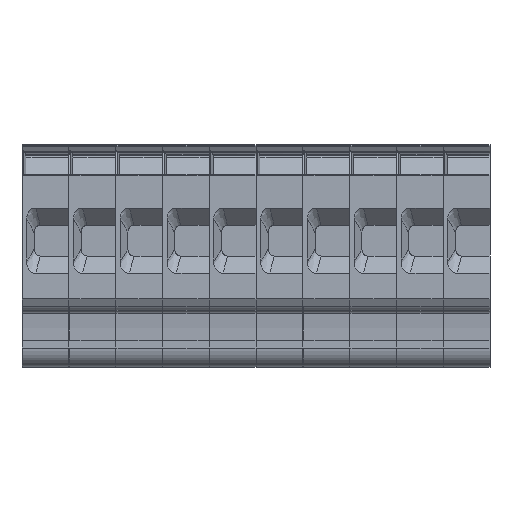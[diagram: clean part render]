
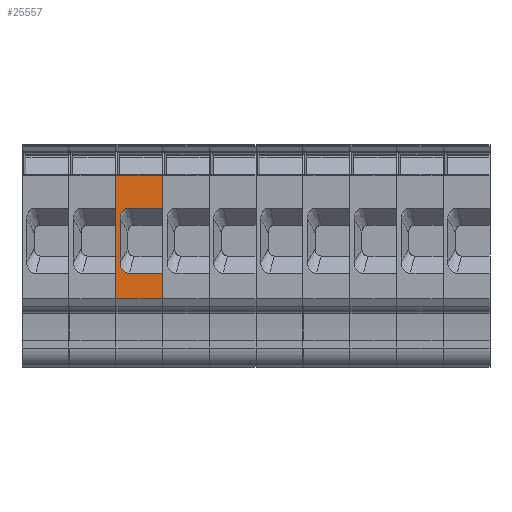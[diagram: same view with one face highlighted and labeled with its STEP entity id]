
A CAD part, front view. The second image highlights one B-rep face of the part: STEP entity #25557.
In plain terms, the highlighted planar face has unit normal (0, -1, 0).
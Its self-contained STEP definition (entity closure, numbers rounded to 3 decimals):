
#25452=AXIS2_PLACEMENT_3D('Plane Axis2P3D',#25449,#25450,#25451) ;
#25421=CARTESIAN_POINT('Vertex',(12.2,1.15,8.903)) ;
#25433=CARTESIAN_POINT('Vertex',(18.3,1.15,8.903)) ;
#25436=CARTESIAN_POINT('Line Origine',(15.25,1.15,8.903)) ;
#25449=CARTESIAN_POINT('Axis2P3D Location',(12.2,1.15,25.)) ;
#25454=CARTESIAN_POINT('Line Origine',(12.2,1.15,16.951)) ;
#25458=CARTESIAN_POINT('Vertex',(12.2,1.15,25.)) ;
#25461=CARTESIAN_POINT('Line Origine',(18.3,1.15,10.576)) ;
#25465=CARTESIAN_POINT('Vertex',(18.3,1.15,12.25)) ;
#25468=CARTESIAN_POINT('Line Origine',(16.134,1.15,12.25)) ;
#25472=CARTESIAN_POINT('Vertex',(13.968,1.15,12.25)) ;
#25476=CARTESIAN_POINT('Control Point',(12.8,1.15,13.71)) ;
#25477=CARTESIAN_POINT('Control Point',(12.8,1.15,13.619)) ;
#25478=CARTESIAN_POINT('Control Point',(12.805,1.15,13.527)) ;
#25479=CARTESIAN_POINT('Control Point',(12.816,1.15,13.434)) ;
#25480=CARTESIAN_POINT('Control Point',(12.853,1.15,13.217)) ;
#25481=CARTESIAN_POINT('Control Point',(12.926,1.15,12.998)) ;
#25482=CARTESIAN_POINT('Control Point',(12.981,1.15,12.874)) ;
#25483=CARTESIAN_POINT('Control Point',(13.093,1.15,12.686)) ;
#25484=CARTESIAN_POINT('Control Point',(13.257,1.15,12.518)) ;
#25485=CARTESIAN_POINT('Control Point',(13.321,1.15,12.463)) ;
#25486=CARTESIAN_POINT('Control Point',(13.457,1.15,12.37)) ;
#25487=CARTESIAN_POINT('Control Point',(13.611,1.15,12.305)) ;
#25488=CARTESIAN_POINT('Control Point',(13.687,1.15,12.282)) ;
#25489=CARTESIAN_POINT('Control Point',(13.79,1.15,12.261)) ;
#25490=CARTESIAN_POINT('Control Point',(13.891,1.15,12.252)) ;
#25491=CARTESIAN_POINT('Control Point',(13.917,1.15,12.251)) ;
#25492=CARTESIAN_POINT('Control Point',(13.942,1.15,12.25)) ;
#25493=CARTESIAN_POINT('Control Point',(13.968,1.15,12.25)) ;
#25494=CARTESIAN_POINT('Vertex',(12.8,1.15,13.71)) ;
#25497=CARTESIAN_POINT('Line Origine',(12.8,1.15,16.5)) ;
#25501=CARTESIAN_POINT('Vertex',(12.8,1.15,19.29)) ;
#25505=CARTESIAN_POINT('Control Point',(12.8,1.15,19.29)) ;
#25506=CARTESIAN_POINT('Control Point',(12.8,1.15,19.381)) ;
#25507=CARTESIAN_POINT('Control Point',(12.805,1.15,19.473)) ;
#25508=CARTESIAN_POINT('Control Point',(12.816,1.15,19.566)) ;
#25509=CARTESIAN_POINT('Control Point',(12.853,1.15,19.783)) ;
#25510=CARTESIAN_POINT('Control Point',(12.926,1.15,20.002)) ;
#25511=CARTESIAN_POINT('Control Point',(12.981,1.15,20.126)) ;
#25512=CARTESIAN_POINT('Control Point',(13.093,1.15,20.314)) ;
#25513=CARTESIAN_POINT('Control Point',(13.257,1.15,20.482)) ;
#25514=CARTESIAN_POINT('Control Point',(13.321,1.15,20.537)) ;
#25515=CARTESIAN_POINT('Control Point',(13.457,1.15,20.63)) ;
#25516=CARTESIAN_POINT('Control Point',(13.611,1.15,20.695)) ;
#25517=CARTESIAN_POINT('Control Point',(13.687,1.15,20.718)) ;
#25518=CARTESIAN_POINT('Control Point',(13.79,1.15,20.739)) ;
#25519=CARTESIAN_POINT('Control Point',(13.891,1.15,20.748)) ;
#25520=CARTESIAN_POINT('Control Point',(13.917,1.15,20.749)) ;
#25521=CARTESIAN_POINT('Control Point',(13.942,1.15,20.75)) ;
#25522=CARTESIAN_POINT('Control Point',(13.968,1.15,20.75)) ;
#25523=CARTESIAN_POINT('Vertex',(13.968,1.15,20.75)) ;
#25526=CARTESIAN_POINT('Line Origine',(16.134,1.15,20.75)) ;
#25530=CARTESIAN_POINT('Vertex',(18.3,1.15,20.75)) ;
#25533=CARTESIAN_POINT('Line Origine',(18.3,1.15,22.875)) ;
#25537=CARTESIAN_POINT('Vertex',(18.3,1.15,25.)) ;
#25540=CARTESIAN_POINT('Line Origine',(15.25,1.15,25.)) ;
#25437=DIRECTION('Vector Direction',(-1.,0.,0.)) ;
#25450=DIRECTION('Axis2P3D Direction',(0.,-1.,0.)) ;
#25451=DIRECTION('Axis2P3D XDirection',(0.,0.,-1.)) ;
#25455=DIRECTION('Vector Direction',(0.,0.,-1.)) ;
#25462=DIRECTION('Vector Direction',(0.,0.,-1.)) ;
#25469=DIRECTION('Vector Direction',(-1.,0.,0.)) ;
#25498=DIRECTION('Vector Direction',(0.,0.,1.)) ;
#25527=DIRECTION('Vector Direction',(-1.,0.,0.)) ;
#25534=DIRECTION('Vector Direction',(0.,0.,-1.)) ;
#25541=DIRECTION('Vector Direction',(-1.,0.,0.)) ;
#25438=VECTOR('Line Direction',#25437,1.) ;
#25456=VECTOR('Line Direction',#25455,1.) ;
#25463=VECTOR('Line Direction',#25462,1.) ;
#25470=VECTOR('Line Direction',#25469,1.) ;
#25499=VECTOR('Line Direction',#25498,1.) ;
#25528=VECTOR('Line Direction',#25527,1.) ;
#25535=VECTOR('Line Direction',#25534,1.) ;
#25542=VECTOR('Line Direction',#25541,1.) ;
#25546=ORIENTED_EDGE('',*,*,#25460,.T.) ;
#25547=ORIENTED_EDGE('',*,*,#25440,.F.) ;
#25548=ORIENTED_EDGE('',*,*,#25467,.T.) ;
#25549=ORIENTED_EDGE('',*,*,#25474,.F.) ;
#25550=ORIENTED_EDGE('',*,*,#25496,.T.) ;
#25551=ORIENTED_EDGE('',*,*,#25503,.F.) ;
#25552=ORIENTED_EDGE('',*,*,#25525,.T.) ;
#25553=ORIENTED_EDGE('',*,*,#25532,.F.) ;
#25554=ORIENTED_EDGE('',*,*,#25539,.T.) ;
#25555=ORIENTED_EDGE('',*,*,#25544,.T.) ;
#25557=ADVANCED_FACE('70377_KLTR_AKZ4_TP1_V0',(#25556),#25453,.T.) ;
#25475=B_SPLINE_CURVE_WITH_KNOTS('',5,(#25476,#25477,#25478,#25479,#25480,#25481,#25482,#25483,#25484,#25485,#25486,#25487,#25488,#25489,#25490,#25491,#25492,#25493),.UNSPECIFIED.,.F.,.U.,(6,3,3,3,3,6),(0.,0.742,1.706,2.219,2.691,2.854),.UNSPECIFIED.) ;
#25504=B_SPLINE_CURVE_WITH_KNOTS('',5,(#25505,#25506,#25507,#25508,#25509,#25510,#25511,#25512,#25513,#25514,#25515,#25516,#25517,#25518,#25519,#25520,#25521,#25522),.UNSPECIFIED.,.F.,.U.,(6,3,3,3,3,6),(0.,0.742,1.706,2.219,2.691,2.853),.UNSPECIFIED.) ;
#25440=EDGE_CURVE('',#25434,#25422,#25439,.T.) ;
#25460=EDGE_CURVE('',#25459,#25422,#25457,.T.) ;
#25467=EDGE_CURVE('',#25434,#25466,#25464,.F.) ;
#25474=EDGE_CURVE('',#25473,#25466,#25471,.F.) ;
#25496=EDGE_CURVE('',#25473,#25495,#25475,.F.) ;
#25503=EDGE_CURVE('',#25502,#25495,#25500,.F.) ;
#25525=EDGE_CURVE('',#25502,#25524,#25504,.T.) ;
#25532=EDGE_CURVE('',#25531,#25524,#25529,.T.) ;
#25539=EDGE_CURVE('',#25531,#25538,#25536,.F.) ;
#25544=EDGE_CURVE('',#25538,#25459,#25543,.T.) ;
#25545=EDGE_LOOP('',(#25546,#25547,#25548,#25549,#25550,#25551,#25552,#25553,#25554,#25555)) ;
#25556=FACE_OUTER_BOUND('',#25545,.T.) ;
#25439=LINE('Line',#25436,#25438) ;
#25457=LINE('Line',#25454,#25456) ;
#25464=LINE('Line',#25461,#25463) ;
#25471=LINE('Line',#25468,#25470) ;
#25500=LINE('Line',#25497,#25499) ;
#25529=LINE('Line',#25526,#25528) ;
#25536=LINE('Line',#25533,#25535) ;
#25543=LINE('Line',#25540,#25542) ;
#25453=PLANE('',#25452) ;
#25422=VERTEX_POINT('',#25421) ;
#25434=VERTEX_POINT('',#25433) ;
#25459=VERTEX_POINT('',#25458) ;
#25466=VERTEX_POINT('',#25465) ;
#25473=VERTEX_POINT('',#25472) ;
#25495=VERTEX_POINT('',#25494) ;
#25502=VERTEX_POINT('',#25501) ;
#25524=VERTEX_POINT('',#25523) ;
#25531=VERTEX_POINT('',#25530) ;
#25538=VERTEX_POINT('',#25537) ;
